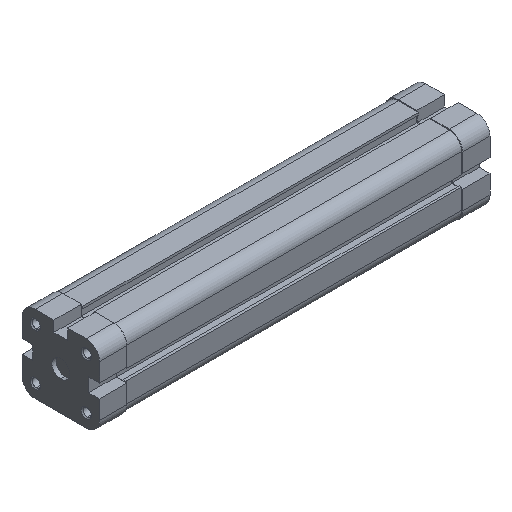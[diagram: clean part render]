
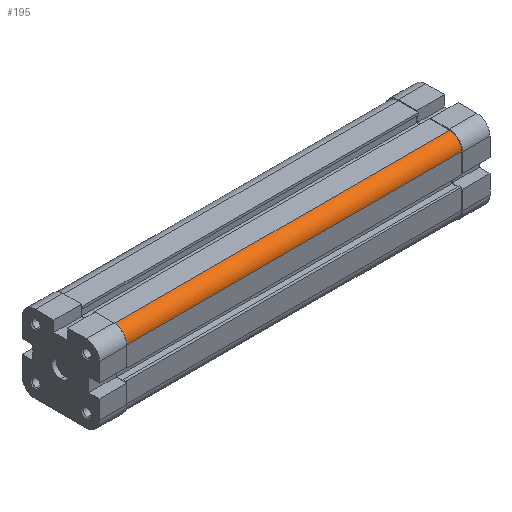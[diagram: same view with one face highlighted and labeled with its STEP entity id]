
A CAD part, isometric view. The second image highlights one B-rep face of the part: STEP entity #195.
In plain terms, the highlighted cylindrical face has radius 6.25 mm (diameter 12.5 mm), a partial arc.
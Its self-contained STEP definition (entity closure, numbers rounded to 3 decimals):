
#195 = ADVANCED_FACE ( 'NONE', ( #3224 ), #3226, .T. ) ;
#384 = VERTEX_POINT ( 'NONE', #3773 ) ;
#393 = VERTEX_POINT ( 'NONE', #3782 ) ;
#412 = VERTEX_POINT ( 'NONE', #3801 ) ;
#508 = VERTEX_POINT ( 'NONE', #3897 ) ;
#1311 = DIRECTION ( 'NONE',  ( 0., 0., 1. ) ) ;
#1314 = DIRECTION ( 'NONE',  ( 1., 0., 0. ) ) ;
#1322 = CARTESIAN_POINT ( 'NONE',  ( 32.25, 6.25, -171. ) ) ;
#1608 = EDGE_CURVE ( 'NONE', #412, #508, #3363, .T. ) ;
#1768 = EDGE_CURVE ( 'NONE', #393, #384, #3622, .T. ) ;
#1769 = EDGE_CURVE ( 'NONE', #384, #508, #3627, .T. ) ;
#1979 = EDGE_CURVE ( 'NONE', #393, #412, #5202, .T. ) ;
#2362 = AXIS2_PLACEMENT_3D ( 'NONE', #1322, #1311, #1314 ) ;
#2479 = AXIS2_PLACEMENT_3D ( 'NONE', #4413, #4414, #4415 ) ;
#2567 = AXIS2_PLACEMENT_3D ( 'NONE', #4901, #4920, #4921 ) ;
#3224 = FACE_OUTER_BOUND ( 'NONE', #6228, .T. ) ;
#3226 = CYLINDRICAL_SURFACE ( 'NONE', #2362, 6.25 ) ;
#3360 = VECTOR ( 'NONE', #4032, 1000. ) ;
#3363 = LINE ( 'NONE', #4026, #3360 ) ;
#3622 = LINE ( 'NONE', #4411, #3623 ) ;
#3623 = VECTOR ( 'NONE', #4412, 1000. ) ;
#3627 = CIRCLE ( 'NONE', #2479, 6.25 ) ;
#3773 = CARTESIAN_POINT ( 'NONE',  ( 32.25, 0., 0. ) ) ;
#3782 = CARTESIAN_POINT ( 'NONE',  ( 32.25, 0., -171. ) ) ;
#3801 = CARTESIAN_POINT ( 'NONE',  ( 38.5, 6.25, -171. ) ) ;
#3897 = CARTESIAN_POINT ( 'NONE',  ( 38.5, 6.25, 0. ) ) ;
#4026 = CARTESIAN_POINT ( 'NONE',  ( 38.5, 6.25, -171. ) ) ;
#4032 = DIRECTION ( 'NONE',  ( 0., 0., 1. ) ) ;
#4411 = CARTESIAN_POINT ( 'NONE',  ( 32.25, 0., -171. ) ) ;
#4412 = DIRECTION ( 'NONE',  ( 0., 0., 1. ) ) ;
#4413 = CARTESIAN_POINT ( 'NONE',  ( 32.25, 6.25, 0. ) ) ;
#4414 = DIRECTION ( 'NONE',  ( 0., 0., 1. ) ) ;
#4415 = DIRECTION ( 'NONE',  ( 1., 0., 0. ) ) ;
#4901 = CARTESIAN_POINT ( 'NONE',  ( 32.25, 6.25, -171. ) ) ;
#4920 = DIRECTION ( 'NONE',  ( 0., 0., 1. ) ) ;
#4921 = DIRECTION ( 'NONE',  ( 1., 0., 0. ) ) ;
#5202 = CIRCLE ( 'NONE', #2567, 6.25 ) ;
#6228 = EDGE_LOOP ( 'NONE', ( #6322, #6310, #6325, #7008 ) ) ;
#6310 = ORIENTED_EDGE ( 'NONE', *, *, #1768, .F. ) ;
#6322 = ORIENTED_EDGE ( 'NONE', *, *, #1769, .F. ) ;
#6325 = ORIENTED_EDGE ( 'NONE', *, *, #1979, .T. ) ;
#7008 = ORIENTED_EDGE ( 'NONE', *, *, #1608, .T. ) ;
